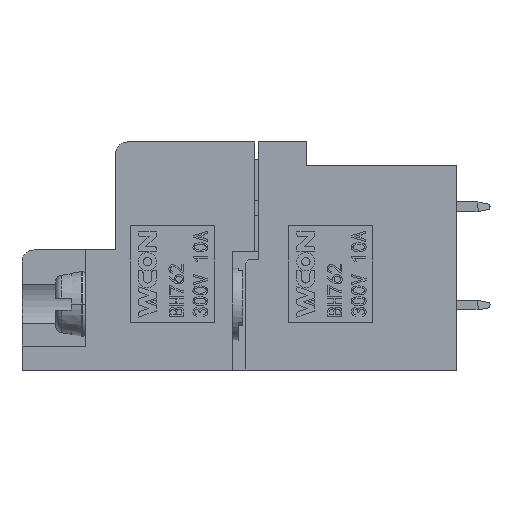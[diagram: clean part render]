
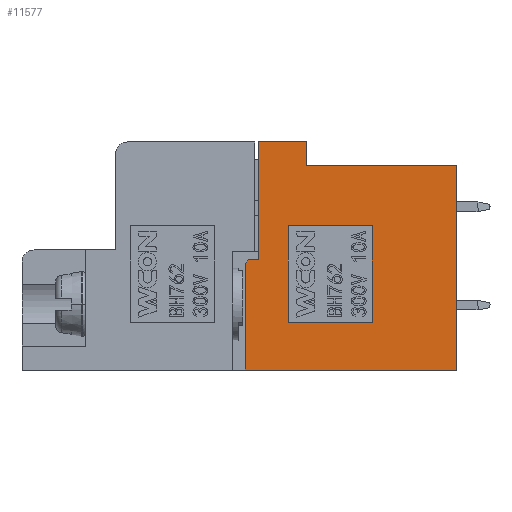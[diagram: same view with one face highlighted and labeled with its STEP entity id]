
A CAD part, left-side view. The second image highlights one B-rep face of the part: STEP entity #11577.
In plain terms, the highlighted planar face has unit normal (-1, 0, 0).
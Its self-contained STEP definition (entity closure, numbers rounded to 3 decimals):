
#4277=CARTESIAN_POINT('',(-42.705,8.5,-0.3));
#4278=VERTEX_POINT('',#4277);
#4285=CARTESIAN_POINT('',(-42.705,7.7,-0.3));
#4286=VERTEX_POINT('',#4285);
#4287=CARTESIAN_POINT('',(-42.705,8.5,-0.3));
#4288=DIRECTION('',(0.,-1.,0.));
#4289=VECTOR('',#4288,0.8);
#4290=LINE('',#4287,#4289);
#4291=EDGE_CURVE('',#4278,#4286,#4290,.T.);
#4355=CARTESIAN_POINT('',(-42.705,8.8,-0.6));
#4356=VERTEX_POINT('',#4355);
#4363=CARTESIAN_POINT('',(-42.705,8.8,-0.6));
#4364=DIRECTION('',(0.,-0.707,0.707));
#4365=VECTOR('',#4364,0.424);
#4366=LINE('',#4363,#4365);
#4367=EDGE_CURVE('',#4356,#4278,#4366,.T.);
#11480=CARTESIAN_POINT('',(-42.705,0.,0.));
#11481=DIRECTION('',(0.,-1.,0.));
#11482=DIRECTION('',(-1.,0.,0.));
#11483=AXIS2_PLACEMENT_3D('',#11480,#11482,#11481);
#11484=PLANE('',#11483);
#11485=CARTESIAN_POINT('',(-42.705,3.7,7.5));
#11486=VERTEX_POINT('',#11485);
#11487=CARTESIAN_POINT('',(-42.705,3.7,9.5));
#11488=VERTEX_POINT('',#11487);
#11489=CARTESIAN_POINT('',(-42.705,3.7,7.5));
#11490=DIRECTION('',(0.,0.,1.));
#11491=VECTOR('',#11490,2.);
#11492=LINE('',#11489,#11491);
#11493=EDGE_CURVE('',#11486,#11488,#11492,.T.);
#11494=ORIENTED_EDGE('',*,*,#11493,.T.);
#11495=CARTESIAN_POINT('',(-42.705,7.7,9.5));
#11496=VERTEX_POINT('',#11495);
#11497=CARTESIAN_POINT('',(-42.705,3.7,9.5));
#11498=DIRECTION('',(0.,1.,0.));
#11499=VECTOR('',#11498,4.);
#11500=LINE('',#11497,#11499);
#11501=EDGE_CURVE('',#11488,#11496,#11500,.T.);
#11502=ORIENTED_EDGE('',*,*,#11501,.T.);
#11503=CARTESIAN_POINT('',(-42.705,7.7,9.5));
#11504=DIRECTION('',(0.,0.,-1.));
#11505=VECTOR('',#11504,9.8);
#11506=LINE('',#11503,#11505);
#11507=EDGE_CURVE('',#11496,#4286,#11506,.T.);
#11508=ORIENTED_EDGE('',*,*,#11507,.T.);
#11509=ORIENTED_EDGE('',*,*,#4291,.F.);
#11510=ORIENTED_EDGE('',*,*,#4367,.F.);
#11511=CARTESIAN_POINT('',(-42.705,8.8,-9.5));
#11512=VERTEX_POINT('',#11511);
#11513=CARTESIAN_POINT('',(-42.705,8.8,-0.6));
#11514=DIRECTION('',(0.,0.,-1.));
#11515=VECTOR('',#11514,8.9);
#11516=LINE('',#11513,#11515);
#11517=EDGE_CURVE('',#4356,#11512,#11516,.T.);
#11518=ORIENTED_EDGE('',*,*,#11517,.T.);
#11519=CARTESIAN_POINT('',(-42.705,-8.8,-9.5));
#11520=VERTEX_POINT('',#11519);
#11521=CARTESIAN_POINT('',(-42.705,8.8,-9.5));
#11522=DIRECTION('',(0.,-1.,0.));
#11523=VECTOR('',#11522,17.6);
#11524=LINE('',#11521,#11523);
#11525=EDGE_CURVE('',#11512,#11520,#11524,.T.);
#11526=ORIENTED_EDGE('',*,*,#11525,.T.);
#11527=CARTESIAN_POINT('',(-42.705,-8.8,7.5));
#11528=VERTEX_POINT('',#11527);
#11529=CARTESIAN_POINT('',(-42.705,-8.8,-9.5));
#11530=DIRECTION('',(0.,0.,1.));
#11531=VECTOR('',#11530,17.);
#11532=LINE('',#11529,#11531);
#11533=EDGE_CURVE('',#11520,#11528,#11532,.T.);
#11534=ORIENTED_EDGE('',*,*,#11533,.T.);
#11535=CARTESIAN_POINT('',(-42.705,-8.8,7.5));
#11536=DIRECTION('',(0.,1.,0.));
#11537=VECTOR('',#11536,12.5);
#11538=LINE('',#11535,#11537);
#11539=EDGE_CURVE('',#11528,#11486,#11538,.T.);
#11540=ORIENTED_EDGE('',*,*,#11539,.T.);
#11541=EDGE_LOOP('',(#11494,#11502,#11508,#11509,#11510,#11518,#11526,#11534,#11540));
#11542=FACE_OUTER_BOUND('',#11541,.T.);
#11543=CARTESIAN_POINT('',(-42.705,5.2,2.5));
#11544=VERTEX_POINT('',#11543);
#11545=CARTESIAN_POINT('',(-42.705,-1.8,2.5));
#11546=VERTEX_POINT('',#11545);
#11547=CARTESIAN_POINT('',(-42.705,5.2,2.5));
#11548=DIRECTION('',(0.,-1.,0.));
#11549=VECTOR('',#11548,7.);
#11550=LINE('',#11547,#11549);
#11551=EDGE_CURVE('',#11544,#11546,#11550,.T.);
#11552=ORIENTED_EDGE('',*,*,#11551,.T.);
#11553=CARTESIAN_POINT('',(-42.705,-1.8,-5.5));
#11554=VERTEX_POINT('',#11553);
#11555=CARTESIAN_POINT('',(-42.705,-1.8,2.5));
#11556=DIRECTION('',(0.,0.,-1.));
#11557=VECTOR('',#11556,8.);
#11558=LINE('',#11555,#11557);
#11559=EDGE_CURVE('',#11546,#11554,#11558,.T.);
#11560=ORIENTED_EDGE('',*,*,#11559,.T.);
#11561=CARTESIAN_POINT('',(-42.705,5.2,-5.5));
#11562=VERTEX_POINT('',#11561);
#11563=CARTESIAN_POINT('',(-42.705,-1.8,-5.5));
#11564=DIRECTION('',(0.,1.,0.));
#11565=VECTOR('',#11564,7.);
#11566=LINE('',#11563,#11565);
#11567=EDGE_CURVE('',#11554,#11562,#11566,.T.);
#11568=ORIENTED_EDGE('',*,*,#11567,.T.);
#11569=CARTESIAN_POINT('',(-42.705,5.2,-5.5));
#11570=DIRECTION('',(0.,0.,1.));
#11571=VECTOR('',#11570,8.);
#11572=LINE('',#11569,#11571);
#11573=EDGE_CURVE('',#11562,#11544,#11572,.T.);
#11574=ORIENTED_EDGE('',*,*,#11573,.T.);
#11575=EDGE_LOOP('',(#11552,#11560,#11568,#11574));
#11576=FACE_BOUND('',#11575,.T.);
#11577=ADVANCED_FACE('',(#11542,#11576),#11484,.T.);
